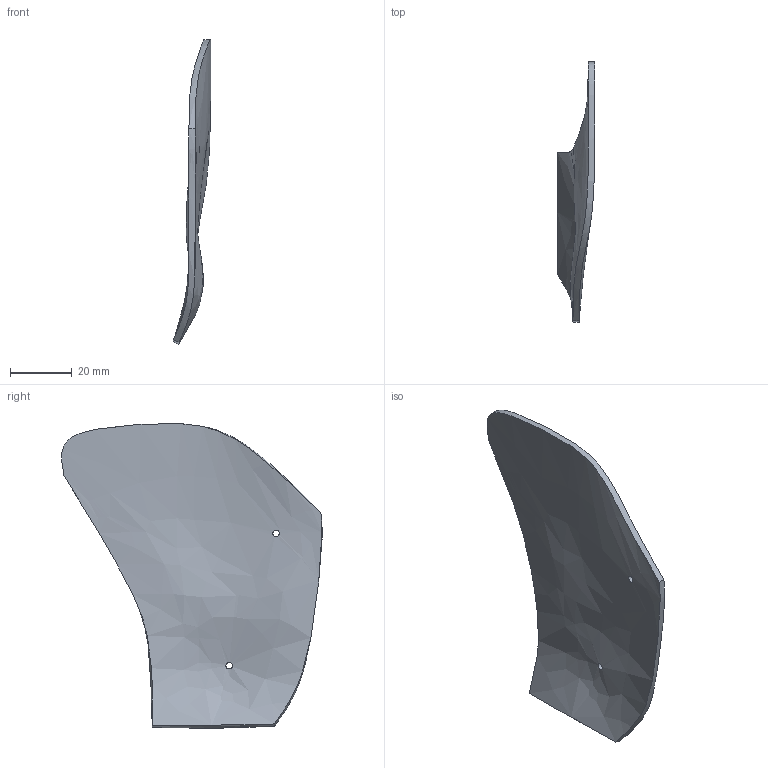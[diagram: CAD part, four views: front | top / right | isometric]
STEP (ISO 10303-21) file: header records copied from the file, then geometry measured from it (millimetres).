
FILE_DESCRIPTION(/* description */ (''),/* implementation_level */ '2;1');
FILE_NAME(/* name */ 'Palm_front v6.step',/* time_stamp */ '2020-05-04T12:13:23-06:00',/* author */ (''),/* organization */ (''),/* preprocessor_version */ 'ST-DEVELOPER v18.1',/* originating_system */ 'Autodesk Translation Framework v9.2.0.1227',/* authorisation */ '');
FILE_SCHEMA (('AUTOMOTIVE_DESIGN { 1 0 10303 214 3 1 1 }'));
Length unit declared in the file: millimetre
Products named in the file (2): Palm_front; Component2
Assembly tree (1 placements, depth 2):
  Palm_front
    Component2
Bounding box: 12 x 84.13 x 98.32 mm (x, y, z)
Volume: 11637.4 mm3; surface area: 12270.5 mm2
Topology: 1 solids, 1 shells, 8 faces, 22 edges, 16 vertices
Faces by surface type: bspline 6, cylinder 2
Full cylindrical faces by diameter (mm): 2.1 x2
Entity records: 1177 total; most frequent: CARTESIAN_POINT 936, ORIENTED_EDGE 48, EDGE_CURVE 24, VERTEX_POINT 18, DIRECTION 18, B_SPLINE_CURVE_WITH_KNOTS 16, EDGE_LOOP 12, FACE_OUTER_BOUND 8
